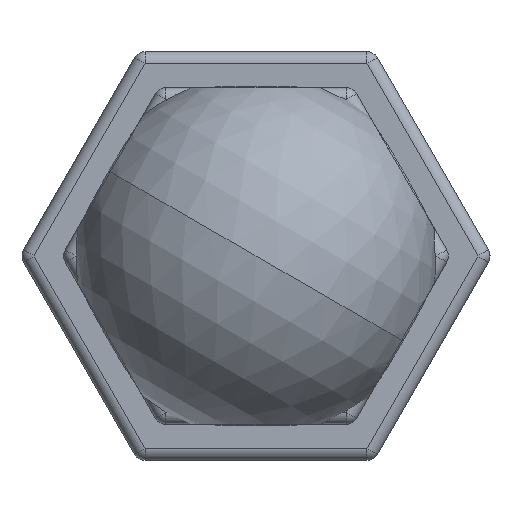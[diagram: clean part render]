
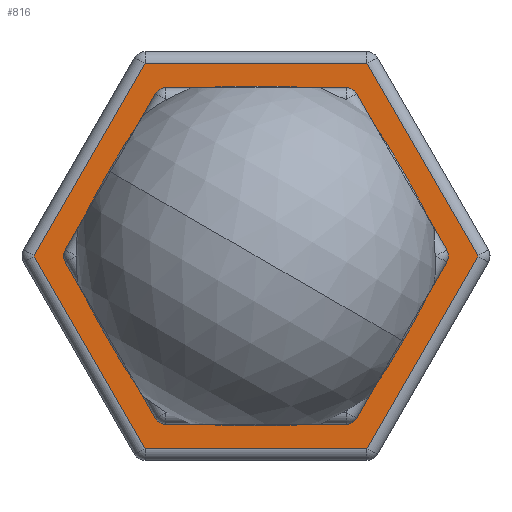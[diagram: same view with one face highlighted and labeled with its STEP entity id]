
A CAD part, front view. The second image highlights one B-rep face of the part: STEP entity #816.
In plain terms, the highlighted planar face has unit normal (0, -1, 0).
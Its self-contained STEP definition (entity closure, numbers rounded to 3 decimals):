
#133 = LINE ( 'NONE', #380, #873 ) ;
#196 = FACE_BOUND ( 'NONE', #656, .T. ) ;
#264 = CIRCLE ( 'NONE', #412, 4.5 ) ;
#283 = AXIS2_PLACEMENT_3D ( 'NONE', #635, #2562, #1502 ) ;
#347 = EDGE_LOOP ( 'NONE', ( #713, #1768, #1609, #588, #2087, #1856 ) ) ;
#380 = CARTESIAN_POINT ( 'NONE',  ( -6.928, -4., -4. ) ) ;
#402 = CARTESIAN_POINT ( 'NONE',  ( 0., -4., -8. ) ) ;
#412 = AXIS2_PLACEMENT_3D ( 'NONE', #2708, #1867, #1630 ) ;
#493 = EDGE_CURVE ( 'NONE', #2343, #1701, #2198, .T. ) ;
#588 = ORIENTED_EDGE ( 'NONE', *, *, #2810, .T. ) ;
#635 = CARTESIAN_POINT ( 'NONE',  ( 0., -4., 0. ) ) ;
#656 = EDGE_LOOP ( 'NONE', ( #1809, #1294 ) ) ;
#689 = VERTEX_POINT ( 'NONE', #771 ) ;
#702 = EDGE_CURVE ( 'NONE', #689, #2515, #1471, .T. ) ;
#713 = ORIENTED_EDGE ( 'NONE', *, *, #2318, .T. ) ;
#717 = DIRECTION ( 'NONE',  ( 0.5, 0., 0.866 ) ) ;
#771 = CARTESIAN_POINT ( 'NONE',  ( 0., -4., -4.5 ) ) ;
#816 = ADVANCED_FACE ( 'NONE', ( #196, #2153 ), #834, .F. ) ;
#834 = PLANE ( 'NONE',  #283 ) ;
#873 = VECTOR ( 'NONE', #1021, 1000. ) ;
#878 = DIRECTION ( 'NONE',  ( -0.5, 0., -0.866 ) ) ;
#918 = DIRECTION ( 'NONE',  ( -1., 0., 0. ) ) ;
#927 = VERTEX_POINT ( 'NONE', #1988 ) ;
#989 = DIRECTION ( 'NONE',  ( 0., 1., 0. ) ) ;
#997 = LINE ( 'NONE', #402, #1371 ) ;
#1003 = CARTESIAN_POINT ( 'NONE',  ( 0., -4., 4.5 ) ) ;
#1021 = DIRECTION ( 'NONE',  ( 0.5, 0., -0.866 ) ) ;
#1090 = VERTEX_POINT ( 'NONE', #2654 ) ;
#1184 = DIRECTION ( 'NONE',  ( 0., 0., 1. ) ) ;
#1199 = VERTEX_POINT ( 'NONE', #2072 ) ;
#1294 = ORIENTED_EDGE ( 'NONE', *, *, #2541, .T. ) ;
#1299 = CARTESIAN_POINT ( 'NONE',  ( 4.619, -4., 8. ) ) ;
#1371 = VECTOR ( 'NONE', #2315, 1000. ) ;
#1400 = CARTESIAN_POINT ( 'NONE',  ( -4.619, -4., 8. ) ) ;
#1434 = CARTESIAN_POINT ( 'NONE',  ( 0., -4., 0. ) ) ;
#1471 = CIRCLE ( 'NONE', #2745, 4.5 ) ;
#1502 = DIRECTION ( 'NONE',  ( 0., 0., 1. ) ) ;
#1568 = EDGE_CURVE ( 'NONE', #1090, #1199, #133, .T. ) ;
#1609 = ORIENTED_EDGE ( 'NONE', *, *, #1568, .T. ) ;
#1630 = DIRECTION ( 'NONE',  ( 0., 0., 1. ) ) ;
#1701 = VERTEX_POINT ( 'NONE', #1299 ) ;
#1768 = ORIENTED_EDGE ( 'NONE', *, *, #2181, .T. ) ;
#1794 = CARTESIAN_POINT ( 'NONE',  ( 6.928, -4., 4. ) ) ;
#1798 = EDGE_CURVE ( 'NONE', #927, #2343, #2705, .T. ) ;
#1809 = ORIENTED_EDGE ( 'NONE', *, *, #702, .T. ) ;
#1856 = ORIENTED_EDGE ( 'NONE', *, *, #493, .T. ) ;
#1867 = DIRECTION ( 'NONE',  ( 0., 1., 0. ) ) ;
#1917 = VECTOR ( 'NONE', #717, 1000. ) ;
#1966 = VECTOR ( 'NONE', #878, 1000. ) ;
#1988 = CARTESIAN_POINT ( 'NONE',  ( 4.619, -4., -8. ) ) ;
#2006 = DIRECTION ( 'NONE',  ( -0.5, 0., 0.866 ) ) ;
#2013 = VECTOR ( 'NONE', #918, 1000. ) ;
#2027 = CARTESIAN_POINT ( 'NONE',  ( 0., -4., 8. ) ) ;
#2072 = CARTESIAN_POINT ( 'NONE',  ( -4.619, -4., -8. ) ) ;
#2087 = ORIENTED_EDGE ( 'NONE', *, *, #1798, .T. ) ;
#2153 = FACE_OUTER_BOUND ( 'NONE', #347, .T. ) ;
#2181 = EDGE_CURVE ( 'NONE', #2516, #1090, #2353, .T. ) ;
#2198 = LINE ( 'NONE', #1794, #2206 ) ;
#2201 = LINE ( 'NONE', #2027, #2013 ) ;
#2206 = VECTOR ( 'NONE', #2006, 1000. ) ;
#2215 = CARTESIAN_POINT ( 'NONE',  ( 9.238, -4., 0. ) ) ;
#2315 = DIRECTION ( 'NONE',  ( 1., 0., 0. ) ) ;
#2318 = EDGE_CURVE ( 'NONE', #1701, #2516, #2201, .T. ) ;
#2343 = VERTEX_POINT ( 'NONE', #2215 ) ;
#2353 = LINE ( 'NONE', #2375, #1966 ) ;
#2375 = CARTESIAN_POINT ( 'NONE',  ( -6.928, -4., 4. ) ) ;
#2515 = VERTEX_POINT ( 'NONE', #1003 ) ;
#2516 = VERTEX_POINT ( 'NONE', #1400 ) ;
#2541 = EDGE_CURVE ( 'NONE', #2515, #689, #264, .T. ) ;
#2562 = DIRECTION ( 'NONE',  ( 0., 1., 0. ) ) ;
#2654 = CARTESIAN_POINT ( 'NONE',  ( -9.238, -4., 0. ) ) ;
#2659 = CARTESIAN_POINT ( 'NONE',  ( 6.928, -4., -4. ) ) ;
#2705 = LINE ( 'NONE', #2659, #1917 ) ;
#2708 = CARTESIAN_POINT ( 'NONE',  ( 0., -4., 0. ) ) ;
#2745 = AXIS2_PLACEMENT_3D ( 'NONE', #1434, #989, #1184 ) ;
#2810 = EDGE_CURVE ( 'NONE', #1199, #927, #997, .T. ) ;
